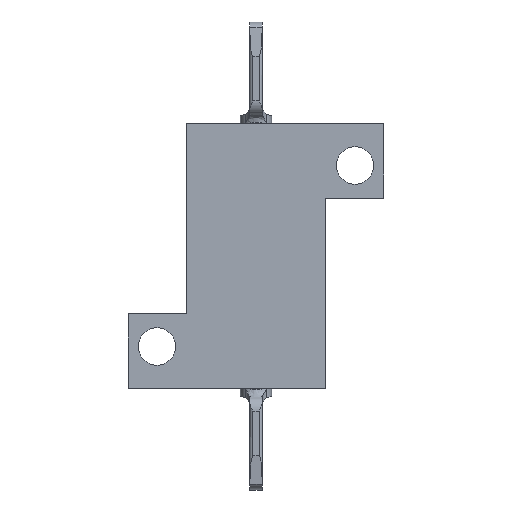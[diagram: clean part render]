
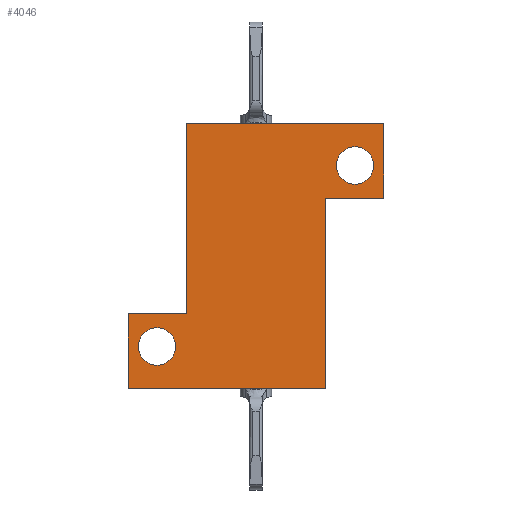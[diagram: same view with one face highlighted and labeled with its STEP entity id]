
A CAD part, front view. The second image highlights one B-rep face of the part: STEP entity #4046.
In plain terms, the highlighted planar face has unit normal (0, -1, 0).
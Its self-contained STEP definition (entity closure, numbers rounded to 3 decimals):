
#3 = EDGE_CURVE ( 'NONE', #247, #3870, #1841, .T. ) ;
#37 = VECTOR ( 'NONE', #202, 1000. ) ;
#118 = FACE_BOUND ( 'NONE', #3941, .T. ) ;
#132 = VECTOR ( 'NONE', #2862, 1000. ) ;
#133 = DIRECTION ( 'NONE',  ( 0., 1., 0. ) ) ;
#138 = LINE ( 'NONE', #530, #37 ) ;
#202 = DIRECTION ( 'NONE',  ( 0., 0., -1. ) ) ;
#237 = ORIENTED_EDGE ( 'NONE', *, *, #1709, .T. ) ;
#247 = VERTEX_POINT ( 'NONE', #2386 ) ;
#266 = DIRECTION ( 'NONE',  ( 0., 0., 1. ) ) ;
#267 = DIRECTION ( 'NONE',  ( 0., 0., 1. ) ) ;
#279 = ORIENTED_EDGE ( 'NONE', *, *, #3701, .T. ) ;
#299 = VECTOR ( 'NONE', #327, 1000. ) ;
#327 = DIRECTION ( 'NONE',  ( 0., 0., -1. ) ) ;
#346 = ORIENTED_EDGE ( 'NONE', *, *, #3837, .T. ) ;
#365 = EDGE_CURVE ( 'NONE', #3870, #247, #726, .T. ) ;
#500 = CARTESIAN_POINT ( 'NONE',  ( 0., -18.575, 17. ) ) ;
#530 = CARTESIAN_POINT ( 'NONE',  ( -23.876, -18.575, 17. ) ) ;
#605 = CARTESIAN_POINT ( 'NONE',  ( 0., -18.575, 17. ) ) ;
#609 = CARTESIAN_POINT ( 'NONE',  ( -23.876, -18.575, 12.2 ) ) ;
#643 = ORIENTED_EDGE ( 'NONE', *, *, #2338, .T. ) ;
#725 = AXIS2_PLACEMENT_3D ( 'NONE', #3854, #3189, #267 ) ;
#726 = CIRCLE ( 'NONE', #2816, 1.2 ) ;
#856 = CARTESIAN_POINT ( 'NONE',  ( 0., -18.575, 0. ) ) ;
#872 = DIRECTION ( 'NONE',  ( 0., 1., 0. ) ) ;
#947 = VERTEX_POINT ( 'NONE', #2519 ) ;
#956 = LINE ( 'NONE', #3888, #1698 ) ;
#957 = ORIENTED_EDGE ( 'NONE', *, *, #2740, .F. ) ;
#986 = FACE_OUTER_BOUND ( 'NONE', #3376, .T. ) ;
#1035 = ORIENTED_EDGE ( 'NONE', *, *, #365, .T. ) ;
#1109 = VERTEX_POINT ( 'NONE', #609 ) ;
#1135 = DIRECTION ( 'NONE',  ( 0., 1., 0. ) ) ;
#1202 = LINE ( 'NONE', #605, #132 ) ;
#1207 = CARTESIAN_POINT ( 'NONE',  ( -40.276, -18.575, 17. ) ) ;
#1261 = ORIENTED_EDGE ( 'NONE', *, *, #1559, .T. ) ;
#1322 = CARTESIAN_POINT ( 'NONE',  ( -36.529, -18.575, 17. ) ) ;
#1412 = EDGE_CURVE ( 'NONE', #2301, #2874, #3500, .T. ) ;
#1438 = DIRECTION ( 'NONE',  ( 0., 0., 1. ) ) ;
#1461 = LINE ( 'NONE', #3158, #3928 ) ;
#1498 = ORIENTED_EDGE ( 'NONE', *, *, #3292, .T. ) ;
#1527 = ORIENTED_EDGE ( 'NONE', *, *, #2438, .T. ) ;
#1559 = EDGE_CURVE ( 'NONE', #2874, #3162, #2877, .T. ) ;
#1563 = CARTESIAN_POINT ( 'NONE',  ( -27.62, -18.575, 17.006 ) ) ;
#1698 = VECTOR ( 'NONE', #3591, 1000. ) ;
#1709 = EDGE_CURVE ( 'NONE', #2456, #2311, #956, .T. ) ;
#1718 = AXIS2_PLACEMENT_3D ( 'NONE', #2805, #872, #3139 ) ;
#1736 = VERTEX_POINT ( 'NONE', #1322 ) ;
#1765 = CARTESIAN_POINT ( 'NONE',  ( -25.726, -18.575, 14.3 ) ) ;
#1795 = ORIENTED_EDGE ( 'NONE', *, *, #1412, .T. ) ;
#1812 = AXIS2_PLACEMENT_3D ( 'NONE', #2076, #133, #2391 ) ;
#1841 = CIRCLE ( 'NONE', #725, 1.2 ) ;
#1870 = AXIS2_PLACEMENT_3D ( 'NONE', #500, #1135, #3417 ) ;
#2076 = CARTESIAN_POINT ( 'NONE',  ( -38.426, -18.575, 2.7 ) ) ;
#2109 = VECTOR ( 'NONE', #2182, 1000. ) ;
#2174 = CARTESIAN_POINT ( 'NONE',  ( -40.276, -18.575, 0. ) ) ;
#2182 = DIRECTION ( 'NONE',  ( 0., 0., -1. ) ) ;
#2207 = CIRCLE ( 'NONE', #1812, 1.2 ) ;
#2270 = CARTESIAN_POINT ( 'NONE',  ( -27.624, -18.575, 0. ) ) ;
#2271 = CARTESIAN_POINT ( 'NONE',  ( -36.529, -18.575, 17.008 ) ) ;
#2274 = EDGE_CURVE ( 'NONE', #3090, #1109, #138, .T. ) ;
#2301 = VERTEX_POINT ( 'NONE', #2174 ) ;
#2311 = VERTEX_POINT ( 'NONE', #2509 ) ;
#2327 = VERTEX_POINT ( 'NONE', #3818 ) ;
#2338 = EDGE_CURVE ( 'NONE', #3162, #1109, #1461, .T. ) ;
#2386 = CARTESIAN_POINT ( 'NONE',  ( -25.726, -18.575, 15.5 ) ) ;
#2391 = DIRECTION ( 'NONE',  ( 0., 0., 1. ) ) ;
#2432 = CARTESIAN_POINT ( 'NONE',  ( -27.621, -18.575, 12.2 ) ) ;
#2438 = EDGE_CURVE ( 'NONE', #1736, #2456, #3844, .T. ) ;
#2456 = VERTEX_POINT ( 'NONE', #3240 ) ;
#2458 = DIRECTION ( 'NONE',  ( 1., 0., 0. ) ) ;
#2509 = CARTESIAN_POINT ( 'NONE',  ( -40.276, -18.575, 4.8 ) ) ;
#2519 = CARTESIAN_POINT ( 'NONE',  ( -38.426, -18.575, 1.5 ) ) ;
#2571 = ORIENTED_EDGE ( 'NONE', *, *, #2274, .F. ) ;
#2601 = FACE_BOUND ( 'NONE', #2603, .T. ) ;
#2603 = EDGE_LOOP ( 'NONE', ( #3849, #1035 ) ) ;
#2716 = CARTESIAN_POINT ( 'NONE',  ( -23.876, -18.575, 17. ) ) ;
#2740 = EDGE_CURVE ( 'NONE', #1736, #3090, #1202, .T. ) ;
#2805 = CARTESIAN_POINT ( 'NONE',  ( -38.426, -18.575, 2.7 ) ) ;
#2816 = AXIS2_PLACEMENT_3D ( 'NONE', #1765, #4027, #1438 ) ;
#2850 = DIRECTION ( 'NONE',  ( 1., 0., 0. ) ) ;
#2862 = DIRECTION ( 'NONE',  ( 1., 0., 0. ) ) ;
#2874 = VERTEX_POINT ( 'NONE', #2270 ) ;
#2877 = LINE ( 'NONE', #1563, #3638 ) ;
#2966 = LINE ( 'NONE', #1207, #2109 ) ;
#3082 = PLANE ( 'NONE',  #1870 ) ;
#3090 = VERTEX_POINT ( 'NONE', #2716 ) ;
#3139 = DIRECTION ( 'NONE',  ( 0., 0., 1. ) ) ;
#3158 = CARTESIAN_POINT ( 'NONE',  ( 0., -18.575, 12.2 ) ) ;
#3162 = VERTEX_POINT ( 'NONE', #2432 ) ;
#3189 = DIRECTION ( 'NONE',  ( 0., 1., 0. ) ) ;
#3240 = CARTESIAN_POINT ( 'NONE',  ( -36.531, -18.575, 4.8 ) ) ;
#3292 = EDGE_CURVE ( 'NONE', #2311, #2301, #2966, .T. ) ;
#3376 = EDGE_LOOP ( 'NONE', ( #957, #1527, #237, #1498, #1795, #1261, #643, #2571 ) ) ;
#3417 = DIRECTION ( 'NONE',  ( 0., 0., 1. ) ) ;
#3430 = CIRCLE ( 'NONE', #1718, 1.2 ) ;
#3471 = CARTESIAN_POINT ( 'NONE',  ( -25.726, -18.575, 13.1 ) ) ;
#3500 = LINE ( 'NONE', #856, #4136 ) ;
#3591 = DIRECTION ( 'NONE',  ( -1., 0., 0. ) ) ;
#3638 = VECTOR ( 'NONE', #266, 1000. ) ;
#3701 = EDGE_CURVE ( 'NONE', #2327, #947, #2207, .T. ) ;
#3818 = CARTESIAN_POINT ( 'NONE',  ( -38.426, -18.575, 3.9 ) ) ;
#3837 = EDGE_CURVE ( 'NONE', #947, #2327, #3430, .T. ) ;
#3844 = LINE ( 'NONE', #2271, #299 ) ;
#3849 = ORIENTED_EDGE ( 'NONE', *, *, #3, .T. ) ;
#3854 = CARTESIAN_POINT ( 'NONE',  ( -25.726, -18.575, 14.3 ) ) ;
#3870 = VERTEX_POINT ( 'NONE', #3471 ) ;
#3888 = CARTESIAN_POINT ( 'NONE',  ( 0., -18.575, 4.8 ) ) ;
#3928 = VECTOR ( 'NONE', #2850, 1000. ) ;
#3941 = EDGE_LOOP ( 'NONE', ( #279, #346 ) ) ;
#4027 = DIRECTION ( 'NONE',  ( 0., 1., 0. ) ) ;
#4046 = ADVANCED_FACE ( 'NONE', ( #2601, #118, #986 ), #3082, .F. ) ;
#4136 = VECTOR ( 'NONE', #2458, 1000. ) ;
